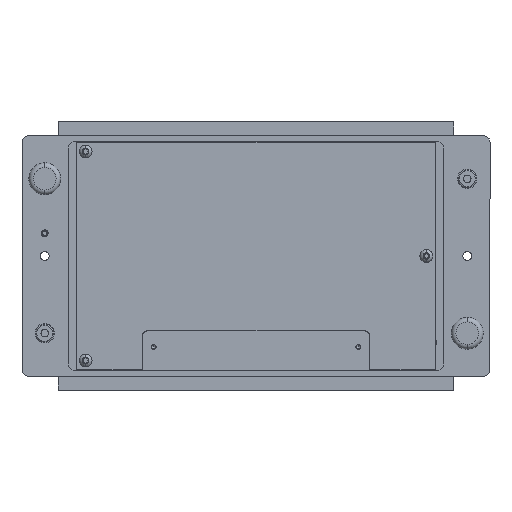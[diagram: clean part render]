
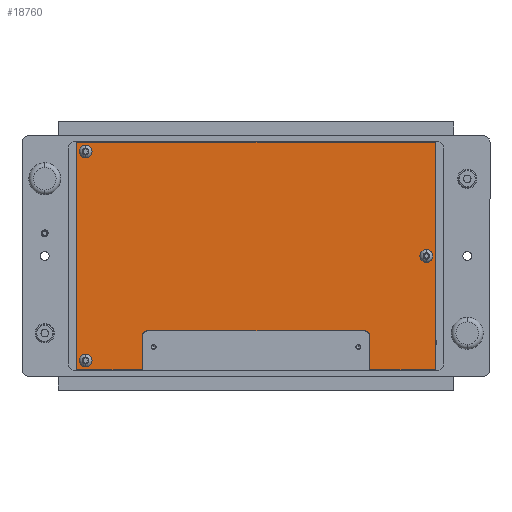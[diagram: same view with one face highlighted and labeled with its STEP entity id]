
A CAD part, front view. The second image highlights one B-rep face of the part: STEP entity #18760.
In plain terms, the highlighted planar face has unit normal (0, -1, 0).
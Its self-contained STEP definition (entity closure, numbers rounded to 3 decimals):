
#170 = VERTEX_POINT ( 'NONE', #11490 ) ;
#342 = DIRECTION ( 'NONE',  ( 0., 1., 0. ) ) ;
#371 = VECTOR ( 'NONE', #20689, 1000. ) ;
#630 = DIRECTION ( 'NONE',  ( 0., 1., 0. ) ) ;
#698 = CARTESIAN_POINT ( 'NONE',  ( -75., 0., -46. ) ) ;
#993 = VECTOR ( 'NONE', #6778, 1000. ) ;
#1140 = DIRECTION ( 'NONE',  ( 0., 1., 0. ) ) ;
#1430 = ORIENTED_EDGE ( 'NONE', *, *, #7275, .T. ) ;
#1455 = VERTEX_POINT ( 'NONE', #20993 ) ;
#1595 = CIRCLE ( 'NONE', #5750, 1.6 ) ;
#1670 = EDGE_CURVE ( 'NONE', #170, #16180, #4120, .T. ) ;
#1742 = EDGE_CURVE ( 'NONE', #11328, #15837, #6659, .T. ) ;
#1853 = DIRECTION ( 'NONE',  ( 0., 0., 1. ) ) ;
#1989 = AXIS2_PLACEMENT_3D ( 'NONE', #9200, #3057, #19141 ) ;
#2432 = AXIS2_PLACEMENT_3D ( 'NONE', #14231, #342, #7948 ) ;
#2494 = CIRCLE ( 'NONE', #4734, 1.6 ) ;
#2544 = EDGE_CURVE ( 'NONE', #1455, #15269, #2494, .T. ) ;
#2645 = ORIENTED_EDGE ( 'NONE', *, *, #4521, .T. ) ;
#2868 = CARTESIAN_POINT ( 'NONE',  ( 75., 0., 0. ) ) ;
#2990 = EDGE_LOOP ( 'NONE', ( #24550, #4537 ) ) ;
#3057 = DIRECTION ( 'NONE',  ( 0., -1., 0. ) ) ;
#3167 = LINE ( 'NONE', #18562, #993 ) ;
#3606 = CARTESIAN_POINT ( 'NONE',  ( 75., 0., 0. ) ) ;
#3692 = CARTESIAN_POINT ( 'NONE',  ( -50., 0., -50. ) ) ;
#3783 = CARTESIAN_POINT ( 'NONE',  ( 75., 0., 1.6 ) ) ;
#3795 = ORIENTED_EDGE ( 'NONE', *, *, #19125, .F. ) ;
#4120 = LINE ( 'NONE', #24522, #22560 ) ;
#4411 = CARTESIAN_POINT ( 'NONE',  ( -75., 0., 44.4 ) ) ;
#4466 = VERTEX_POINT ( 'NONE', #15727 ) ;
#4521 = EDGE_CURVE ( 'NONE', #15269, #1455, #4944, .T. ) ;
#4537 = ORIENTED_EDGE ( 'NONE', *, *, #10085, .T. ) ;
#4719 = CARTESIAN_POINT ( 'NONE',  ( -75., 0., 46. ) ) ;
#4734 = AXIS2_PLACEMENT_3D ( 'NONE', #4719, #630, #18553 ) ;
#4743 = VERTEX_POINT ( 'NONE', #10831 ) ;
#4944 = CIRCLE ( 'NONE', #11343, 1.6 ) ;
#5123 = CARTESIAN_POINT ( 'NONE',  ( -75., 0., 46. ) ) ;
#5229 = CARTESIAN_POINT ( 'NONE',  ( 50., 0., -35. ) ) ;
#5268 = EDGE_CURVE ( 'NONE', #19144, #14986, #22700, .T. ) ;
#5311 = CARTESIAN_POINT ( 'NONE',  ( 79., 0., -50. ) ) ;
#5405 = EDGE_CURVE ( 'NONE', #15680, #11328, #21472, .T. ) ;
#5448 = ORIENTED_EDGE ( 'NONE', *, *, #13921, .F. ) ;
#5459 = CARTESIAN_POINT ( 'NONE',  ( 50., 0., -50. ) ) ;
#5579 = CARTESIAN_POINT ( 'NONE',  ( -48., 0., -35. ) ) ;
#5750 = AXIS2_PLACEMENT_3D ( 'NONE', #3606, #9664, #15752 ) ;
#5801 = CARTESIAN_POINT ( 'NONE',  ( -75., 0., -44.4 ) ) ;
#5849 = DIRECTION ( 'NONE',  ( 0., 0., 1. ) ) ;
#5860 = LINE ( 'NONE', #17772, #7759 ) ;
#5948 = EDGE_LOOP ( 'NONE', ( #1430, #12374, #21105, #18691, #5987, #3795, #14990, #5448, #8954, #16734 ) ) ;
#5973 = CARTESIAN_POINT ( 'NONE',  ( -48., 0., -33. ) ) ;
#5987 = ORIENTED_EDGE ( 'NONE', *, *, #5268, .T. ) ;
#6215 = CARTESIAN_POINT ( 'NONE',  ( -79., 0., 50. ) ) ;
#6388 = EDGE_CURVE ( 'NONE', #12620, #4743, #22649, .T. ) ;
#6645 = CARTESIAN_POINT ( 'NONE',  ( -79., 0., -50. ) ) ;
#6659 = LINE ( 'NONE', #10638, #371 ) ;
#6778 = DIRECTION ( 'NONE',  ( -1., 0., 0. ) ) ;
#7019 = DIRECTION ( 'NONE',  ( 0., 0., 1. ) ) ;
#7091 = VERTEX_POINT ( 'NONE', #6645 ) ;
#7124 = VECTOR ( 'NONE', #15996, 1000. ) ;
#7275 = EDGE_CURVE ( 'NONE', #10275, #15680, #22569, .T. ) ;
#7520 = EDGE_CURVE ( 'NONE', #4743, #12620, #11664, .T. ) ;
#7759 = VECTOR ( 'NONE', #19848, 1000. ) ;
#7764 = DIRECTION ( 'NONE',  ( 0., 1., 0. ) ) ;
#7948 = DIRECTION ( 'NONE',  ( 0., 0., -1. ) ) ;
#7960 = VERTEX_POINT ( 'NONE', #10121 ) ;
#8017 = VECTOR ( 'NONE', #13493, 1000. ) ;
#8954 = ORIENTED_EDGE ( 'NONE', *, *, #14525, .F. ) ;
#9105 = AXIS2_PLACEMENT_3D ( 'NONE', #698, #14853, #20552 ) ;
#9200 = CARTESIAN_POINT ( 'NONE',  ( -79., 0., -50. ) ) ;
#9290 = PLANE ( 'NONE',  #1989 ) ;
#9662 = EDGE_CURVE ( 'NONE', #22319, #7960, #1595, .T. ) ;
#9664 = DIRECTION ( 'NONE',  ( 0., 1., 0. ) ) ;
#9699 = CARTESIAN_POINT ( 'NONE',  ( 50., 0., -50. ) ) ;
#10036 = CARTESIAN_POINT ( 'NONE',  ( -50., 0., -35. ) ) ;
#10085 = EDGE_CURVE ( 'NONE', #7960, #22319, #13983, .T. ) ;
#10121 = CARTESIAN_POINT ( 'NONE',  ( 75., 0., -1.6 ) ) ;
#10275 = VERTEX_POINT ( 'NONE', #15564 ) ;
#10383 = CARTESIAN_POINT ( 'NONE',  ( 48., 0., -33. ) ) ;
#10638 = CARTESIAN_POINT ( 'NONE',  ( -48., 0., -33. ) ) ;
#10831 = CARTESIAN_POINT ( 'NONE',  ( -75., 0., -47.6 ) ) ;
#11021 = ORIENTED_EDGE ( 'NONE', *, *, #7520, .T. ) ;
#11328 = VERTEX_POINT ( 'NONE', #5973 ) ;
#11343 = AXIS2_PLACEMENT_3D ( 'NONE', #5123, #12915, #20964 ) ;
#11490 = CARTESIAN_POINT ( 'NONE',  ( 79., 0., 50. ) ) ;
#11577 = ORIENTED_EDGE ( 'NONE', *, *, #2544, .T. ) ;
#11615 = EDGE_CURVE ( 'NONE', #10275, #7091, #3167, .T. ) ;
#11664 = CIRCLE ( 'NONE', #9105, 1.6 ) ;
#12374 = ORIENTED_EDGE ( 'NONE', *, *, #5405, .T. ) ;
#12413 = LINE ( 'NONE', #6215, #7124 ) ;
#12570 = DIRECTION ( 'NONE',  ( -1., 0., 0. ) ) ;
#12620 = VERTEX_POINT ( 'NONE', #5801 ) ;
#12651 = CIRCLE ( 'NONE', #2432, 2. ) ;
#12915 = DIRECTION ( 'NONE',  ( 0., 1., 0. ) ) ;
#13493 = DIRECTION ( 'NONE',  ( 0., 0., -1. ) ) ;
#13921 = EDGE_CURVE ( 'NONE', #4466, #170, #5860, .T. ) ;
#13983 = CIRCLE ( 'NONE', #15497, 1.6 ) ;
#14231 = CARTESIAN_POINT ( 'NONE',  ( 48., 0., -35. ) ) ;
#14234 = DIRECTION ( 'NONE',  ( 0., 1., 0. ) ) ;
#14525 = EDGE_CURVE ( 'NONE', #7091, #4466, #12413, .T. ) ;
#14570 = DIRECTION ( 'NONE',  ( 0., 0., -1. ) ) ;
#14755 = CARTESIAN_POINT ( 'NONE',  ( -79., 0., -50. ) ) ;
#14853 = DIRECTION ( 'NONE',  ( 0., 1., 0. ) ) ;
#14986 = VERTEX_POINT ( 'NONE', #9699 ) ;
#14990 = ORIENTED_EDGE ( 'NONE', *, *, #1670, .F. ) ;
#15269 = VERTEX_POINT ( 'NONE', #4411 ) ;
#15414 = AXIS2_PLACEMENT_3D ( 'NONE', #18001, #14234, #5849 ) ;
#15497 = AXIS2_PLACEMENT_3D ( 'NONE', #2868, #1140, #7019 ) ;
#15564 = CARTESIAN_POINT ( 'NONE',  ( -50., 0., -50. ) ) ;
#15671 = EDGE_CURVE ( 'NONE', #15837, #19144, #12651, .T. ) ;
#15680 = VERTEX_POINT ( 'NONE', #10036 ) ;
#15727 = CARTESIAN_POINT ( 'NONE',  ( -79., 0., 50. ) ) ;
#15752 = DIRECTION ( 'NONE',  ( 0., 0., 1. ) ) ;
#15800 = ORIENTED_EDGE ( 'NONE', *, *, #6388, .T. ) ;
#15837 = VERTEX_POINT ( 'NONE', #10383 ) ;
#15859 = EDGE_LOOP ( 'NONE', ( #15800, #11021 ) ) ;
#15996 = DIRECTION ( 'NONE',  ( 0., 0., 1. ) ) ;
#16180 = VERTEX_POINT ( 'NONE', #5311 ) ;
#16734 = ORIENTED_EDGE ( 'NONE', *, *, #11615, .F. ) ;
#17529 = FACE_OUTER_BOUND ( 'NONE', #5948, .T. ) ;
#17772 = CARTESIAN_POINT ( 'NONE',  ( -79., 0., 50. ) ) ;
#17905 = VECTOR ( 'NONE', #1853, 1000. ) ;
#18001 = CARTESIAN_POINT ( 'NONE',  ( -75., 0., -46. ) ) ;
#18553 = DIRECTION ( 'NONE',  ( 0., 0., -1. ) ) ;
#18562 = CARTESIAN_POINT ( 'NONE',  ( -79., 0., -50. ) ) ;
#18691 = ORIENTED_EDGE ( 'NONE', *, *, #15671, .T. ) ;
#18760 = ADVANCED_FACE ( 'NONE', ( #17529, #22203, #21593, #21293 ), #9290, .T. ) ;
#19046 = VECTOR ( 'NONE', #12570, 1000. ) ;
#19125 = EDGE_CURVE ( 'NONE', #16180, #14986, #21241, .T. ) ;
#19141 = DIRECTION ( 'NONE',  ( 0., 0., -1. ) ) ;
#19144 = VERTEX_POINT ( 'NONE', #5229 ) ;
#19848 = DIRECTION ( 'NONE',  ( 1., 0., 0. ) ) ;
#20552 = DIRECTION ( 'NONE',  ( 0., 0., 1. ) ) ;
#20689 = DIRECTION ( 'NONE',  ( 1., 0., 0. ) ) ;
#20964 = DIRECTION ( 'NONE',  ( 0., 0., -1. ) ) ;
#20993 = CARTESIAN_POINT ( 'NONE',  ( -75., 0., 47.6 ) ) ;
#21105 = ORIENTED_EDGE ( 'NONE', *, *, #1742, .T. ) ;
#21241 = LINE ( 'NONE', #14755, #19046 ) ;
#21293 = FACE_BOUND ( 'NONE', #15859, .T. ) ;
#21472 = CIRCLE ( 'NONE', #24250, 2. ) ;
#21593 = FACE_BOUND ( 'NONE', #2990, .T. ) ;
#22203 = FACE_BOUND ( 'NONE', #24336, .T. ) ;
#22319 = VERTEX_POINT ( 'NONE', #3783 ) ;
#22560 = VECTOR ( 'NONE', #14570, 1000. ) ;
#22569 = LINE ( 'NONE', #3692, #17905 ) ;
#22649 = CIRCLE ( 'NONE', #15414, 1.6 ) ;
#22700 = LINE ( 'NONE', #5459, #8017 ) ;
#23812 = DIRECTION ( 'NONE',  ( 0., 0., -1. ) ) ;
#24250 = AXIS2_PLACEMENT_3D ( 'NONE', #5579, #7764, #23812 ) ;
#24336 = EDGE_LOOP ( 'NONE', ( #11577, #2645 ) ) ;
#24522 = CARTESIAN_POINT ( 'NONE',  ( 79., 0., 50. ) ) ;
#24550 = ORIENTED_EDGE ( 'NONE', *, *, #9662, .T. ) ;
